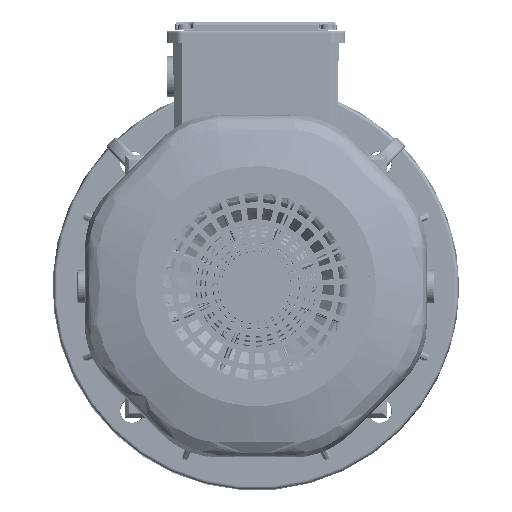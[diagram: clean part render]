
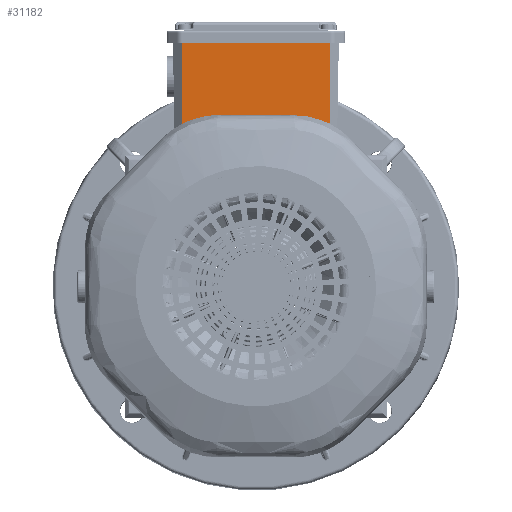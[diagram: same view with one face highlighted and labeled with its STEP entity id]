
A CAD part, top view. The second image highlights one B-rep face of the part: STEP entity #31182.
In plain terms, the highlighted planar face has unit normal (0, -0.018, 1).
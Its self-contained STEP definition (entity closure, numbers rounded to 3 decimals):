
#14835=PLANE('',#127335);
#19178=LINE('',#198476,#25135);
#19179=LINE('',#198478,#25136);
#19180=LINE('',#198480,#25137);
#19181=LINE('',#198482,#25138);
#25135=VECTOR('',#146198,1.);
#25136=VECTOR('',#146201,1.);
#25137=VECTOR('',#146202,1.);
#25138=VECTOR('',#146203,1.);
#31182=ADVANCED_FACE('',(#39028),#14835,.T.);
#39028=FACE_OUTER_BOUND('',#45799,.T.);
#45799=EDGE_LOOP('',(#63212,#63213,#63214,#63215));
#63212=ORIENTED_EDGE('',*,*,#105088,.T.);
#63213=ORIENTED_EDGE('',*,*,#105087,.F.);
#63214=ORIENTED_EDGE('',*,*,#105089,.F.);
#63215=ORIENTED_EDGE('',*,*,#105090,.T.);
#88808=VERTEX_POINT('',#198470);
#88811=VERTEX_POINT('',#198475);
#88812=VERTEX_POINT('',#198479);
#88813=VERTEX_POINT('',#198481);
#105087=EDGE_CURVE('',#88811,#88808,#19178,.T.);
#105088=EDGE_CURVE('',#88812,#88808,#19179,.T.);
#105089=EDGE_CURVE('',#88813,#88811,#19180,.T.);
#105090=EDGE_CURVE('',#88813,#88812,#19181,.T.);
#127335=AXIS2_PLACEMENT_3D('',#198483,#146204,#146205);
#146198=DIRECTION('',(-0.007,1.,0.017));
#146201=DIRECTION('',(-1.,0.,0.));
#146202=DIRECTION('',(-1.,0.,0.));
#146203=DIRECTION('',(0.007,1.,0.017));
#146204=DIRECTION('',(0.,-0.017,1.));
#146205=DIRECTION('',(0.,1.,0.017));
#198470=CARTESIAN_POINT('',(-45.548,149.5,75.408));
#198475=CARTESIAN_POINT('',(-45.172,97.5,74.5));
#198476=CARTESIAN_POINT('',(-45.172,97.5,74.5));
#198478=CARTESIAN_POINT('',(52.,149.5,75.408));
#198479=CARTESIAN_POINT('',(45.548,149.5,75.408));
#198480=CARTESIAN_POINT('',(45.172,97.5,74.5));
#198481=CARTESIAN_POINT('',(45.172,97.5,74.5));
#198482=CARTESIAN_POINT('',(45.172,97.5,74.5));
#198483=CARTESIAN_POINT('',(45.172,97.5,74.5));
